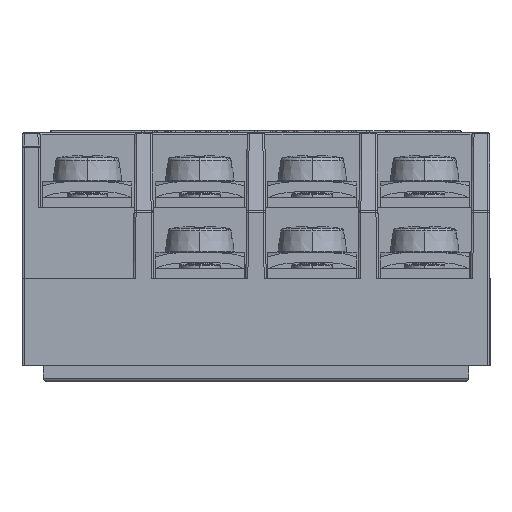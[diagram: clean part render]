
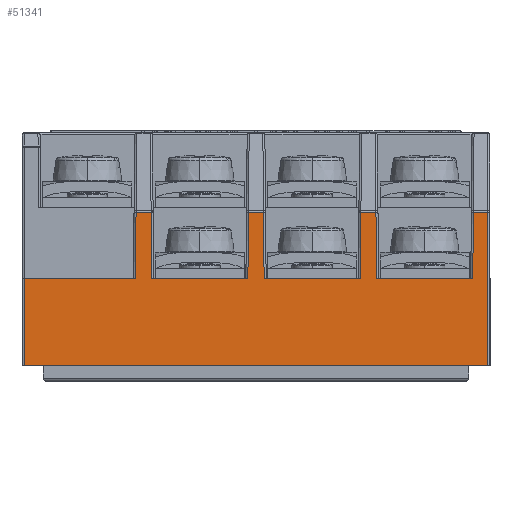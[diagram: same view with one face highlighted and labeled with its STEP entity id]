
A CAD part, left-side view. The second image highlights one B-rep face of the part: STEP entity #51341.
In plain terms, the highlighted planar face has unit normal (-1, 0, 0).
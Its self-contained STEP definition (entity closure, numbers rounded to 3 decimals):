
#7095 = AXIS2_PLACEMENT_3D ( 'NONE', #29688, #29692, #29693 ) ;
#12830 = ORIENTED_EDGE ( 'NONE', *, *, #62148, .T. ) ;
#12847 = ORIENTED_EDGE ( 'NONE', *, *, #62160, .T. ) ;
#12883 = ORIENTED_EDGE ( 'NONE', *, *, #62124, .F. ) ;
#12891 = ORIENTED_EDGE ( 'NONE', *, *, #62123, .T. ) ;
#12923 = ORIENTED_EDGE ( 'NONE', *, *, #62132, .T. ) ;
#12924 = ORIENTED_EDGE ( 'NONE', *, *, #62142, .F. ) ;
#12927 = ORIENTED_EDGE ( 'NONE', *, *, #62168, .T. ) ;
#12930 = ORIENTED_EDGE ( 'NONE', *, *, #62157, .T. ) ;
#12932 = ORIENTED_EDGE ( 'NONE', *, *, #62147, .T. ) ;
#13153 = ORIENTED_EDGE ( 'NONE', *, *, #62170, .T. ) ;
#13154 = ORIENTED_EDGE ( 'NONE', *, *, #62129, .T. ) ;
#13155 = ORIENTED_EDGE ( 'NONE', *, *, #62137, .T. ) ;
#13156 = ORIENTED_EDGE ( 'NONE', *, *, #62131, .T. ) ;
#13157 = ORIENTED_EDGE ( 'NONE', *, *, #62130, .T. ) ;
#13166 = ORIENTED_EDGE ( 'NONE', *, *, #62150, .T. ) ;
#13167 = ORIENTED_EDGE ( 'NONE', *, *, #62156, .F. ) ;
#13168 = ORIENTED_EDGE ( 'NONE', *, *, #62158, .T. ) ;
#13177 = ORIENTED_EDGE ( 'NONE', *, *, #62153, .T. ) ;
#13859 = CARTESIAN_POINT ( 'NONE',  ( -46.1, -10.357, -7.815 ) ) ;
#13866 = CARTESIAN_POINT ( 'NONE',  ( -46.1, 10.357, -7.815 ) ) ;
#13876 = CARTESIAN_POINT ( 'NONE',  ( -46.1, -10.3, -14.4 ) ) ;
#13888 = CARTESIAN_POINT ( 'NONE',  ( -46.1, 0.8, -14.4 ) ) ;
#13902 = CARTESIAN_POINT ( 'NONE',  ( -46.1, 0.743, -7.815 ) ) ;
#13956 = CARTESIAN_POINT ( 'NONE',  ( -46.1, -21.4, -14.4 ) ) ;
#14013 = CARTESIAN_POINT ( 'NONE',  ( -46.1, 10.3, -14.4 ) ) ;
#14084 = CARTESIAN_POINT ( 'NONE',  ( -46.1, -21.457, -7.815 ) ) ;
#14088 = CARTESIAN_POINT ( 'NONE',  ( -46.1, -22.9, -7.815 ) ) ;
#16601 = CARTESIAN_POINT ( 'NONE',  ( -46.1, 23.1, -14.4 ) ) ;
#16612 = CARTESIAN_POINT ( 'NONE',  ( -46.1, 0.8, -14.402 ) ) ;
#16614 = DIRECTION ( 'NONE',  ( 0., 0.009, -1. ) ) ;
#16615 = DIRECTION ( 'NONE',  ( 0., -1., 0. ) ) ;
#16619 = CARTESIAN_POINT ( 'NONE',  ( -46.1, -21.4, -14.402 ) ) ;
#16620 = DIRECTION ( 'NONE',  ( 0., 0.009, -1. ) ) ;
#16629 = CARTESIAN_POINT ( 'NONE',  ( -46.1, 23.1, -23. ) ) ;
#16630 = DIRECTION ( 'NONE',  ( 0., -1., 0. ) ) ;
#16631 = CARTESIAN_POINT ( 'NONE',  ( -46.1, -22.9, -23. ) ) ;
#16632 = DIRECTION ( 'NONE',  ( 0., 0., 1. ) ) ;
#16633 = CARTESIAN_POINT ( 'NONE',  ( -46.1, 0.942, -7.815 ) ) ;
#16634 = DIRECTION ( 'NONE',  ( 0., 1., 0. ) ) ;
#16644 = CARTESIAN_POINT ( 'NONE',  ( -46.1, -21.258, -7.815 ) ) ;
#16645 = DIRECTION ( 'NONE',  ( 0., 1., 0. ) ) ;
#16648 = CARTESIAN_POINT ( 'NONE',  ( -46.1, 23.1, -14.4 ) ) ;
#16649 = DIRECTION ( 'NONE',  ( 0., -1., 0. ) ) ;
#16660 = CARTESIAN_POINT ( 'NONE',  ( -46.1, 22.9, -23. ) ) ;
#16661 = DIRECTION ( 'NONE',  ( 0., 0., -1. ) ) ;
#16667 = CARTESIAN_POINT ( 'NONE',  ( -46.1, -0.742, -7.702 ) ) ;
#16668 = DIRECTION ( 'NONE',  ( 0., 0.009, 1. ) ) ;
#16669 = CARTESIAN_POINT ( 'NONE',  ( -46.1, -10.3, -14.402 ) ) ;
#16670 = DIRECTION ( 'NONE',  ( 0., 0.009, -1. ) ) ;
#16671 = CARTESIAN_POINT ( 'NONE',  ( -46.1, 23.1, -14.4 ) ) ;
#16672 = DIRECTION ( 'NONE',  ( 0., -1., 0. ) ) ;
#18051 = LINE ( 'NONE', #16601, #18061 ) ;
#18057 = LINE ( 'NONE', #16612, #18059 ) ;
#18059 = VECTOR ( 'NONE', #16614, 1000. ) ;
#18061 = VECTOR ( 'NONE', #16615, 1000. ) ;
#18066 = LINE ( 'NONE', #16619, #18068 ) ;
#18067 = LINE ( 'NONE', #16629, #18070 ) ;
#18068 = VECTOR ( 'NONE', #16620, 1000. ) ;
#18069 = LINE ( 'NONE', #16631, #18072 ) ;
#18070 = VECTOR ( 'NONE', #16630, 1000. ) ;
#18071 = LINE ( 'NONE', #16633, #18074 ) ;
#18072 = VECTOR ( 'NONE', #16632, 1000. ) ;
#18074 = VECTOR ( 'NONE', #16634, 1000. ) ;
#18080 = LINE ( 'NONE', #16644, #18083 ) ;
#18083 = VECTOR ( 'NONE', #16645, 1000. ) ;
#18089 = LINE ( 'NONE', #16648, #18091 ) ;
#18091 = VECTOR ( 'NONE', #16649, 1000. ) ;
#18097 = LINE ( 'NONE', #16667, #18100 ) ;
#18099 = LINE ( 'NONE', #16669, #18102 ) ;
#18100 = VECTOR ( 'NONE', #16668, 1000. ) ;
#18102 = VECTOR ( 'NONE', #16670, 1000. ) ;
#18103 = LINE ( 'NONE', #16660, #18105 ) ;
#18105 = VECTOR ( 'NONE', #16661, 1000. ) ;
#18108 = LINE ( 'NONE', #18389, #18111 ) ;
#18111 = VECTOR ( 'NONE', #18390, 1000. ) ;
#18114 = LINE ( 'NONE', #16671, #18116 ) ;
#18115 = LINE ( 'NONE', #18398, #18118 ) ;
#18116 = VECTOR ( 'NONE', #16672, 1000. ) ;
#18117 = LINE ( 'NONE', #18400, #18120 ) ;
#18118 = VECTOR ( 'NONE', #18399, 1000. ) ;
#18120 = VECTOR ( 'NONE', #18401, 1000. ) ;
#18121 = LINE ( 'NONE', #18404, #18124 ) ;
#18124 = VECTOR ( 'NONE', #18405, 1000. ) ;
#18135 = LINE ( 'NONE', #18420, #18138 ) ;
#18138 = VECTOR ( 'NONE', #18421, 1000. ) ;
#18139 = LINE ( 'NONE', #18424, #18142 ) ;
#18142 = VECTOR ( 'NONE', #18425, 1000. ) ;
#18389 = CARTESIAN_POINT ( 'NONE',  ( -46.1, -11.842, -7.702 ) ) ;
#18390 = DIRECTION ( 'NONE',  ( 0., 0.009, 1. ) ) ;
#18398 = CARTESIAN_POINT ( 'NONE',  ( -46.1, 10.358, -7.702 ) ) ;
#18399 = DIRECTION ( 'NONE',  ( 0., 0.009, 1. ) ) ;
#18400 = CARTESIAN_POINT ( 'NONE',  ( -46.1, 11.9, -14.402 ) ) ;
#18401 = DIRECTION ( 'NONE',  ( 0., 0.009, -1. ) ) ;
#18404 = CARTESIAN_POINT ( 'NONE',  ( -46.1, -10.158, -7.815 ) ) ;
#18405 = DIRECTION ( 'NONE',  ( 0., 1., 0. ) ) ;
#18420 = CARTESIAN_POINT ( 'NONE',  ( -46.1, 12.042, -7.815 ) ) ;
#18421 = DIRECTION ( 'NONE',  ( 0., 1., 0. ) ) ;
#18424 = CARTESIAN_POINT ( 'NONE',  ( -46.1, 23.1, -14.4 ) ) ;
#18425 = DIRECTION ( 'NONE',  ( 0., 1., 0. ) ) ;
#18797 = CARTESIAN_POINT ( 'NONE',  ( -46.1, 22.9, -23. ) ) ;
#18809 = CARTESIAN_POINT ( 'NONE',  ( -46.1, 22.9, -14.4 ) ) ;
#18823 = CARTESIAN_POINT ( 'NONE',  ( -46.1, 11.843, -7.815 ) ) ;
#18841 = CARTESIAN_POINT ( 'NONE',  ( -46.1, -22.9, -23. ) ) ;
#19159 = CARTESIAN_POINT ( 'NONE',  ( -46.1, -0.743, -7.815 ) ) ;
#24091 = VERTEX_POINT ( 'NONE', #40121 ) ;
#25103 = FACE_OUTER_BOUND ( 'NONE', #33602, .T. ) ;
#26446 = VERTEX_POINT ( 'NONE', #40356 ) ;
#29688 = CARTESIAN_POINT ( 'NONE',  ( -46.1, 23.1, -23. ) ) ;
#29690 = PLANE ( 'NONE',  #7095 ) ;
#29692 = DIRECTION ( 'NONE',  ( -1., 0., 0. ) ) ;
#29693 = DIRECTION ( 'NONE',  ( 0., 0., 1. ) ) ;
#33602 = EDGE_LOOP ( 'NONE', ( #13168, #13167, #13166, #13157, #13156, #13155, #13154, #13153, #13177, #12847, #12830, #12883, #12932, #12923, #12891, #12924, #12930, #12927 ) ) ;
#36777 = VERTEX_POINT ( 'NONE', #41483 ) ;
#36863 = VERTEX_POINT ( 'NONE', #41514 ) ;
#40121 = CARTESIAN_POINT ( 'NONE',  ( -46.1, -0.8, -14.4 ) ) ;
#40356 = CARTESIAN_POINT ( 'NONE',  ( -46.1, -11.843, -7.815 ) ) ;
#41483 = CARTESIAN_POINT ( 'NONE',  ( -46.1, 11.9, -14.4 ) ) ;
#41514 = CARTESIAN_POINT ( 'NONE',  ( -46.1, -11.9, -14.4 ) ) ;
#51341 = ADVANCED_FACE ( 'NONE', ( #25103 ), #29690, .T. ) ;
#55006 = VERTEX_POINT ( 'NONE', #13859 ) ;
#55013 = VERTEX_POINT ( 'NONE', #13866 ) ;
#55023 = VERTEX_POINT ( 'NONE', #13876 ) ;
#55035 = VERTEX_POINT ( 'NONE', #13888 ) ;
#55049 = VERTEX_POINT ( 'NONE', #13902 ) ;
#55113 = VERTEX_POINT ( 'NONE', #13956 ) ;
#57399 = VERTEX_POINT ( 'NONE', #14013 ) ;
#61710 = VERTEX_POINT ( 'NONE', #14084 ) ;
#61714 = VERTEX_POINT ( 'NONE', #14088 ) ;
#62123 = EDGE_CURVE ( 'NONE', #55049, #55035, #18057, .T. ) ;
#62124 = EDGE_CURVE ( 'NONE', #24091, #55023, #18051, .T. ) ;
#62129 = EDGE_CURVE ( 'NONE', #61710, #55113, #18066, .T. ) ;
#62130 = EDGE_CURVE ( 'NONE', #64917, #65005, #18067, .T. ) ;
#62131 = EDGE_CURVE ( 'NONE', #65005, #61714, #18069, .T. ) ;
#62132 = EDGE_CURVE ( 'NONE', #65641, #55049, #18071, .T. ) ;
#62137 = EDGE_CURVE ( 'NONE', #61714, #61710, #18080, .T. ) ;
#62142 = EDGE_CURVE ( 'NONE', #57399, #55035, #18089, .T. ) ;
#62147 = EDGE_CURVE ( 'NONE', #24091, #65641, #18097, .T. ) ;
#62148 = EDGE_CURVE ( 'NONE', #55006, #55023, #18099, .T. ) ;
#62150 = EDGE_CURVE ( 'NONE', #64941, #64917, #18103, .T. ) ;
#62153 = EDGE_CURVE ( 'NONE', #36863, #26446, #18108, .T. ) ;
#62156 = EDGE_CURVE ( 'NONE', #64941, #36777, #18114, .T. ) ;
#62157 = EDGE_CURVE ( 'NONE', #57399, #55013, #18115, .T. ) ;
#62158 = EDGE_CURVE ( 'NONE', #64969, #36777, #18117, .T. ) ;
#62160 = EDGE_CURVE ( 'NONE', #26446, #55006, #18121, .T. ) ;
#62168 = EDGE_CURVE ( 'NONE', #55013, #64969, #18135, .T. ) ;
#62170 = EDGE_CURVE ( 'NONE', #55113, #36863, #18139, .T. ) ;
#64917 = VERTEX_POINT ( 'NONE', #18797 ) ;
#64941 = VERTEX_POINT ( 'NONE', #18809 ) ;
#64969 = VERTEX_POINT ( 'NONE', #18823 ) ;
#65005 = VERTEX_POINT ( 'NONE', #18841 ) ;
#65641 = VERTEX_POINT ( 'NONE', #19159 ) ;
